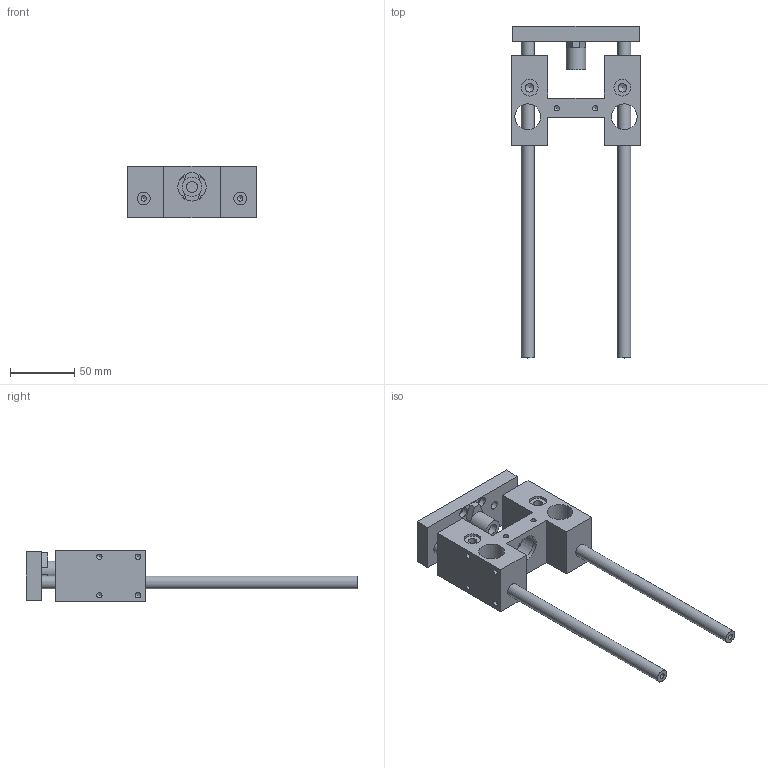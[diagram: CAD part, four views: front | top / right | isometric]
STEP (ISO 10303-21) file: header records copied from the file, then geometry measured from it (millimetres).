
FILE_DESCRIPTION((''),'2;1');
FILE_NAME('MSH25-Hub-160.stp','2012-10-05T10:11:02',('hartung_david'),(''),'Autodesk Inventor 2012','Autodesk Inventor 2012','');
FILE_SCHEMA(('AUTOMOTIVE_DESIGN { 1 0 10303 214 1 1 1 1 }'));
Length unit declared in the file: millimetre
Products named in the file (3): MSH25-Hub-160; MSH25-ZSB-Hub-160-010; MSH25-ZSB-Hub-160-020
Assembly tree (2 placements, depth 2):
  MSH25-Hub-160
    MSH25-ZSB-Hub-160-010
    MSH25-ZSB-Hub-160-020
Bounding box: 100 x 258 x 40 mm (x, y, z)
Volume: 224092.6 mm3; surface area: 65929.5 mm2
Topology: 2 solids, 2 shells, 99 faces, 235 edges, 153 vertices
Faces by surface type: cylinder 42, plane 41, cone 16
Full cylindrical faces by diameter (mm): 4.134 x14, 4.5 x4, 6.6 x2, 6.647 x2, 8 x4, 8.647 x1, 10 x8, 13 x2, 15 x1, 20 x2, 22 x1, 23.5 x1
Entity records: 2748 total; most frequent: CARTESIAN_POINT 522, DIRECTION 442, ORIENTED_EDGE 310, EDGE_LOOP 196, AXIS2_PLACEMENT_3D 187, EDGE_CURVE 155, VERTEX_POINT 131, STYLED_ITEM 101
